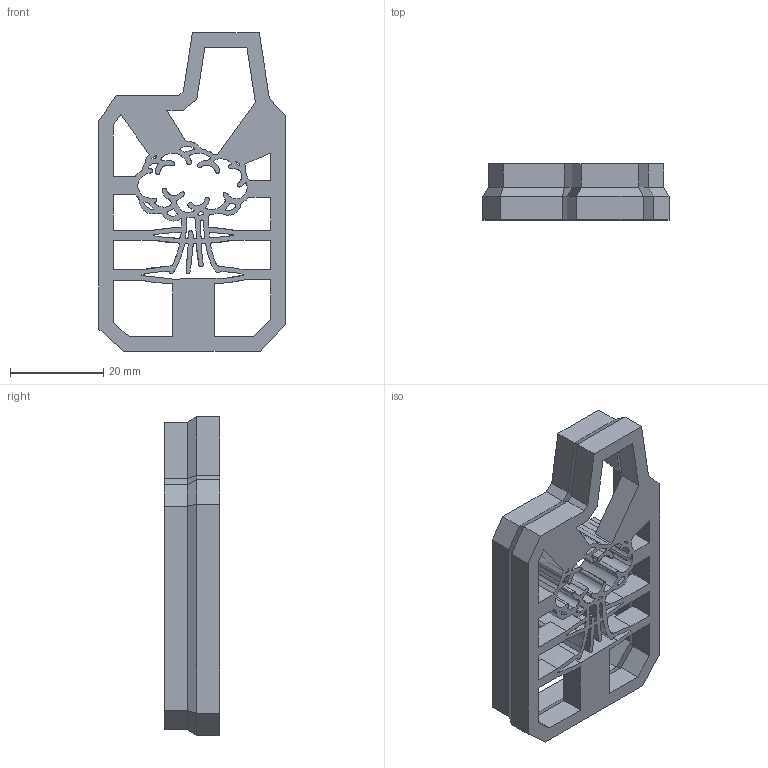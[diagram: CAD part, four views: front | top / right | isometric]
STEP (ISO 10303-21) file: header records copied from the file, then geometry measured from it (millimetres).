
FILE_DESCRIPTION(/* description */ (''),/* implementation_level */ '2;1');
FILE_NAME(/* name */ 'Vape Naysh v1.stp',/* time_stamp */ '2025-09-12T00:29:08+02:00',/* author */ (''),/* organization */ (''),/* preprocessor_version */ 'ST-DEVELOPER v20.1',/* originating_system */ 'Autodesk Translation Framework v14.10.0.0',/* authorisation */ '');
FILE_SCHEMA (('AUTOMOTIVE_DESIGN { 1 0 10303 214 3 1 1 }'));
Length unit declared in the file: millimetre
Products named in the file (1): Vape Naysh
Bounding box: 39.95 x 12 x 68.41 mm (x, y, z)
Volume: 8625 mm3; surface area: 11044 mm2
Topology: 1 solids, 1 shells, 322 faces, 921 edges, 593 vertices
Faces by surface type: bspline 191, plane 131
Entity records: 10946 total; most frequent: CARTESIAN_POINT 4459, ORIENTED_EDGE 1842, EDGE_CURVE 921, DIRECTION 768, VERTEX_POINT 593, LINE 504, VECTOR 504, EDGE_LOOP 358
